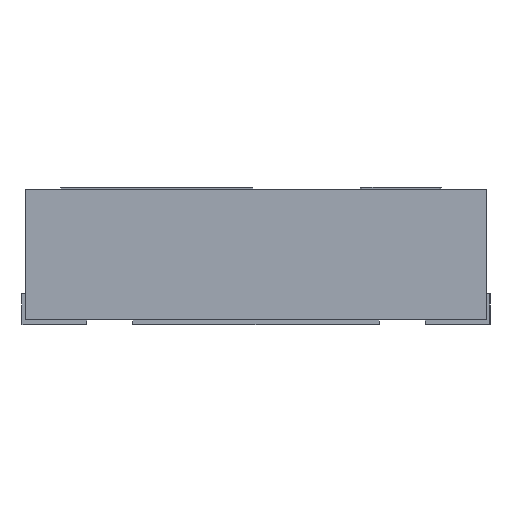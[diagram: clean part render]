
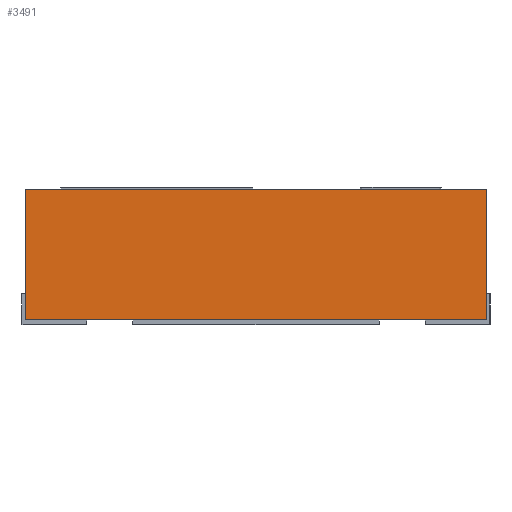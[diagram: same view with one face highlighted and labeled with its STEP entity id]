
A CAD part, left-side view. The second image highlights one B-rep face of the part: STEP entity #3491.
In plain terms, the highlighted planar face has unit normal (-1, 0, 0).
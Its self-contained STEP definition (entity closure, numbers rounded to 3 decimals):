
#266 = AXIS2_PLACEMENT_3D ( 'NONE', #3035, #4988, #5117 ) ;
#284 = CARTESIAN_POINT ( 'NONE',  ( -2.25, 1.5, 0.85 ) ) ;
#676 = VECTOR ( 'NONE', #2393, 1000. ) ;
#782 = CARTESIAN_POINT ( 'NONE',  ( -2.25, -1.5, 0. ) ) ;
#996 = CARTESIAN_POINT ( 'NONE',  ( -2.25, 1.5, 0. ) ) ;
#1034 = EDGE_CURVE ( 'NONE', #1445, #3850, #7027, .T. ) ;
#1246 = CARTESIAN_POINT ( 'NONE',  ( -2.25, 1.5, 0.85 ) ) ;
#1290 = DIRECTION ( 'NONE',  ( 0., -1., 0. ) ) ;
#1445 = VERTEX_POINT ( 'NONE', #7947 ) ;
#1641 = VERTEX_POINT ( 'NONE', #996 ) ;
#1690 = VECTOR ( 'NONE', #3963, 1000. ) ;
#1715 = ORIENTED_EDGE ( 'NONE', *, *, #1953, .T. ) ;
#1780 = VECTOR ( 'NONE', #1290, 1000. ) ;
#1932 = ORIENTED_EDGE ( 'NONE', *, *, #1034, .F. ) ;
#1953 = EDGE_CURVE ( 'NONE', #8041, #1641, #4616, .T. ) ;
#2120 = PLANE ( 'NONE',  #266 ) ;
#2393 = DIRECTION ( 'NONE',  ( 0., 0., -1. ) ) ;
#2659 = LINE ( 'NONE', #1246, #1780 ) ;
#3035 = CARTESIAN_POINT ( 'NONE',  ( -2.25, 1.5, 0.85 ) ) ;
#3123 = EDGE_CURVE ( 'NONE', #8041, #1445, #2659, .T. ) ;
#3491 = ADVANCED_FACE ( 'NONE', ( #5418 ), #2120, .F. ) ;
#3850 = VERTEX_POINT ( 'NONE', #782 ) ;
#3963 = DIRECTION ( 'NONE',  ( 0., 0., -1. ) ) ;
#4219 = LINE ( 'NONE', #4964, #4360 ) ;
#4360 = VECTOR ( 'NONE', #5050, 1000. ) ;
#4379 = EDGE_LOOP ( 'NONE', ( #7029, #1932, #7180, #1715 ) ) ;
#4616 = LINE ( 'NONE', #6040, #1690 ) ;
#4964 = CARTESIAN_POINT ( 'NONE',  ( -2.25, 1.5, 0. ) ) ;
#4988 = DIRECTION ( 'NONE',  ( 1., 0., 0. ) ) ;
#5050 = DIRECTION ( 'NONE',  ( 0., -1., 0. ) ) ;
#5117 = DIRECTION ( 'NONE',  ( 0., 1., 0. ) ) ;
#5418 = FACE_OUTER_BOUND ( 'NONE', #4379, .T. ) ;
#6040 = CARTESIAN_POINT ( 'NONE',  ( -2.25, 1.5, 0.85 ) ) ;
#6665 = EDGE_CURVE ( 'NONE', #1641, #3850, #4219, .T. ) ;
#7027 = LINE ( 'NONE', #7757, #676 ) ;
#7029 = ORIENTED_EDGE ( 'NONE', *, *, #6665, .T. ) ;
#7180 = ORIENTED_EDGE ( 'NONE', *, *, #3123, .F. ) ;
#7757 = CARTESIAN_POINT ( 'NONE',  ( -2.25, -1.5, 0.85 ) ) ;
#7947 = CARTESIAN_POINT ( 'NONE',  ( -2.25, -1.5, 0.85 ) ) ;
#8041 = VERTEX_POINT ( 'NONE', #284 ) ;
